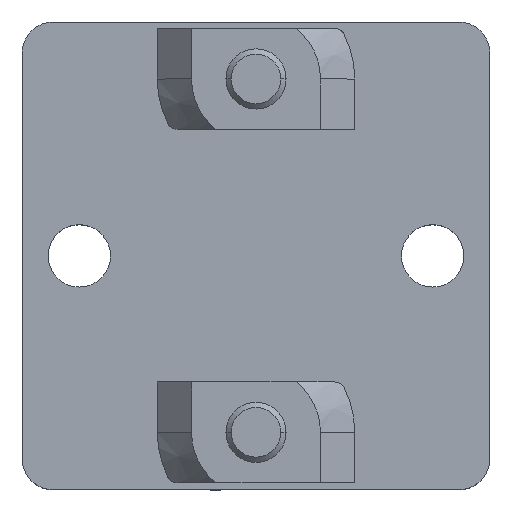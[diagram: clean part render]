
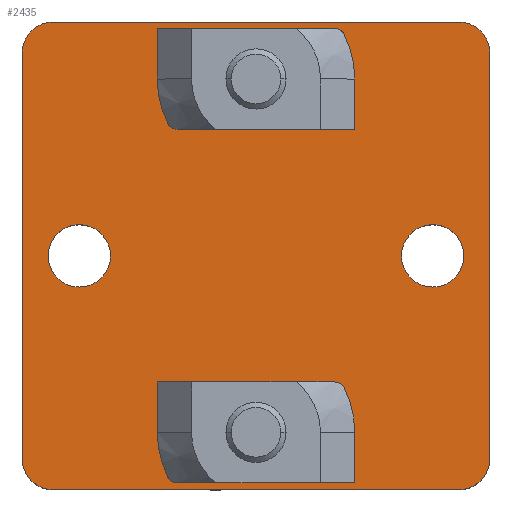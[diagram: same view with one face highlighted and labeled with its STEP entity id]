
A CAD part, top view. The second image highlights one B-rep face of the part: STEP entity #2435.
In plain terms, the highlighted planar face has unit normal (0, 0, 1).
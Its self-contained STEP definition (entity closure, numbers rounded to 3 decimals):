
#46 = CARTESIAN_POINT ( 'NONE',  ( 0., -17., -0.005 ) ) ;
#137 = ORIENTED_EDGE ( 'NONE', *, *, #1954, .T. ) ;
#158 = CARTESIAN_POINT ( 'NONE',  ( -14., 0., -0.005 ) ) ;
#167 = DIRECTION ( 'NONE',  ( -1., 0., 0. ) ) ;
#181 = VERTEX_POINT ( 'NONE', #4194 ) ;
#266 = CIRCLE ( 'NONE', #3595, 3. ) ;
#353 = VERTEX_POINT ( 'NONE', #2714 ) ;
#387 = DIRECTION ( 'NONE',  ( 1., 0., 0. ) ) ;
#403 = DIRECTION ( 'NONE',  ( 1., 0., 0. ) ) ;
#457 = ORIENTED_EDGE ( 'NONE', *, *, #4315, .T. ) ;
#486 = EDGE_CURVE ( 'NONE', #353, #4155, #2515, .T. ) ;
#540 = AXIS2_PLACEMENT_3D ( 'NONE', #3471, #2439, #387 ) ;
#576 = DIRECTION ( 'NONE',  ( -1., 0., 0. ) ) ;
#590 = EDGE_LOOP ( 'NONE', ( #1827, #2702 ) ) ;
#651 = CARTESIAN_POINT ( 'NONE',  ( -3., 17., -0.005 ) ) ;
#685 = ORIENTED_EDGE ( 'NONE', *, *, #2230, .T. ) ;
#740 = DIRECTION ( 'NONE',  ( -1., 0., 0. ) ) ;
#743 = LINE ( 'NONE', #2053, #2206 ) ;
#798 = AXIS2_PLACEMENT_3D ( 'NONE', #2633, #2896, #1212 ) ;
#807 = CARTESIAN_POINT ( 'NONE',  ( 3., -17., -0.005 ) ) ;
#808 = CARTESIAN_POINT ( 'NONE',  ( 0., 17., -0.005 ) ) ;
#834 = CARTESIAN_POINT ( 'NONE',  ( 17., 0., -0.005 ) ) ;
#849 = CARTESIAN_POINT ( 'NONE',  ( -19.5, -19.5, -0.005 ) ) ;
#923 = DIRECTION ( 'NONE',  ( -1., 0., 0. ) ) ;
#1018 = CARTESIAN_POINT ( 'NONE',  ( 19.5, 19.5, -0.005 ) ) ;
#1055 = CARTESIAN_POINT ( 'NONE',  ( 14., 0., -0.005 ) ) ;
#1089 = EDGE_LOOP ( 'NONE', ( #1159, #685 ) ) ;
#1102 = CARTESIAN_POINT ( 'NONE',  ( 22.5, -22.5, -0.005 ) ) ;
#1141 = DIRECTION ( 'NONE',  ( 0., 0., -1. ) ) ;
#1159 = ORIENTED_EDGE ( 'NONE', *, *, #1767, .T. ) ;
#1179 = DIRECTION ( 'NONE',  ( 0., 0., 1. ) ) ;
#1195 = AXIS2_PLACEMENT_3D ( 'NONE', #1018, #3772, #3459 ) ;
#1212 = DIRECTION ( 'NONE',  ( 1., 0., 0. ) ) ;
#1225 = VERTEX_POINT ( 'NONE', #3385 ) ;
#1234 = CARTESIAN_POINT ( 'NONE',  ( -17., 0., -0.005 ) ) ;
#1266 = VECTOR ( 'NONE', #1949, 1000. ) ;
#1274 = VERTEX_POINT ( 'NONE', #1055 ) ;
#1288 = FACE_BOUND ( 'NONE', #1089, .T. ) ;
#1290 = VERTEX_POINT ( 'NONE', #2092 ) ;
#1301 = EDGE_CURVE ( 'NONE', #4352, #3300, #2451, .T. ) ;
#1337 = DIRECTION ( 'NONE',  ( 0., 0., -1. ) ) ;
#1381 = DIRECTION ( 'NONE',  ( 0., 0., -1. ) ) ;
#1408 = DIRECTION ( 'NONE',  ( 0., 0., 1. ) ) ;
#1412 = DIRECTION ( 'NONE',  ( 0., 0., -1. ) ) ;
#1479 = VERTEX_POINT ( 'NONE', #807 ) ;
#1547 = DIRECTION ( 'NONE',  ( 1., 0., 0. ) ) ;
#1599 = CARTESIAN_POINT ( 'NONE',  ( -22.5, -22.5, -0.005 ) ) ;
#1606 = CARTESIAN_POINT ( 'NONE',  ( -19.5, 19.5, -0.005 ) ) ;
#1767 = EDGE_CURVE ( 'NONE', #1918, #1479, #2970, .T. ) ;
#1816 = DIRECTION ( 'NONE',  ( 0., 1., 0. ) ) ;
#1827 = ORIENTED_EDGE ( 'NONE', *, *, #4167, .T. ) ;
#1879 = EDGE_LOOP ( 'NONE', ( #4439, #1884, #3785, #3443, #457, #2468, #137, #3733 ) ) ;
#1884 = ORIENTED_EDGE ( 'NONE', *, *, #2156, .T. ) ;
#1893 = CIRCLE ( 'NONE', #3423, 3. ) ;
#1918 = VERTEX_POINT ( 'NONE', #2152 ) ;
#1925 = VERTEX_POINT ( 'NONE', #2182 ) ;
#1926 = CARTESIAN_POINT ( 'NONE',  ( -19.5, -22.5, -0.005 ) ) ;
#1949 = DIRECTION ( 'NONE',  ( 1., 0., 0. ) ) ;
#1954 = EDGE_CURVE ( 'NONE', #1225, #2873, #3293, .T. ) ;
#2016 = EDGE_LOOP ( 'NONE', ( #2651, #4446 ) ) ;
#2018 = CARTESIAN_POINT ( 'NONE',  ( 19.5, -22.5, -0.005 ) ) ;
#2053 = CARTESIAN_POINT ( 'NONE',  ( -22.5, -22.5, -0.005 ) ) ;
#2079 = DIRECTION ( 'NONE',  ( -1., 0., 0. ) ) ;
#2085 = DIRECTION ( 'NONE',  ( -1., 0., 0. ) ) ;
#2092 = CARTESIAN_POINT ( 'NONE',  ( -19.5, 22.5, -0.005 ) ) ;
#2104 = FACE_BOUND ( 'NONE', #4309, .T. ) ;
#2110 = CARTESIAN_POINT ( 'NONE',  ( 17., 0., -0.005 ) ) ;
#2152 = CARTESIAN_POINT ( 'NONE',  ( -3., -17., -0.005 ) ) ;
#2156 = EDGE_CURVE ( 'NONE', #1290, #181, #2964, .T. ) ;
#2182 = CARTESIAN_POINT ( 'NONE',  ( -22.5, -19.5, -0.005 ) ) ;
#2203 = DIRECTION ( 'NONE',  ( -1., 0., 0. ) ) ;
#2206 = VECTOR ( 'NONE', #2739, 1000. ) ;
#2217 = FACE_BOUND ( 'NONE', #590, .T. ) ;
#2230 = EDGE_CURVE ( 'NONE', #1479, #1918, #1893, .T. ) ;
#2250 = DIRECTION ( 'NONE',  ( 0., 0., -1. ) ) ;
#2271 = EDGE_CURVE ( 'NONE', #4164, #1274, #4116, .T. ) ;
#2277 = VECTOR ( 'NONE', #1816, 1000. ) ;
#2310 = DIRECTION ( 'NONE',  ( 0., 0., 1. ) ) ;
#2392 = VERTEX_POINT ( 'NONE', #1926 ) ;
#2404 = EDGE_CURVE ( 'NONE', #1925, #2392, #4310, .T. ) ;
#2435 = ADVANCED_FACE ( 'NONE', ( #2104, #3338, #2711, #2217, #1288 ), #3948, .T. ) ;
#2439 = DIRECTION ( 'NONE',  ( 0., 0., -1. ) ) ;
#2451 = CIRCLE ( 'NONE', #540, 3. ) ;
#2462 = AXIS2_PLACEMENT_3D ( 'NONE', #834, #3995, #4336 ) ;
#2467 = EDGE_CURVE ( 'NONE', #1274, #4164, #3392, .T. ) ;
#2468 = ORIENTED_EDGE ( 'NONE', *, *, #3815, .T. ) ;
#2470 = ORIENTED_EDGE ( 'NONE', *, *, #1301, .T. ) ;
#2496 = DIRECTION ( 'NONE',  ( 0., 0., -1. ) ) ;
#2515 = CIRCLE ( 'NONE', #3099, 3. ) ;
#2535 = LINE ( 'NONE', #3707, #3382 ) ;
#2633 = CARTESIAN_POINT ( 'NONE',  ( -22.5, -22.5, -0.005 ) ) ;
#2651 = ORIENTED_EDGE ( 'NONE', *, *, #2271, .T. ) ;
#2659 = VERTEX_POINT ( 'NONE', #4130 ) ;
#2671 = AXIS2_PLACEMENT_3D ( 'NONE', #849, #1179, #167 ) ;
#2702 = ORIENTED_EDGE ( 'NONE', *, *, #486, .T. ) ;
#2711 = FACE_OUTER_BOUND ( 'NONE', #1879, .T. ) ;
#2714 = CARTESIAN_POINT ( 'NONE',  ( 3., 17., -0.005 ) ) ;
#2739 = DIRECTION ( 'NONE',  ( 0., -1., 0. ) ) ;
#2789 = LINE ( 'NONE', #1599, #1266 ) ;
#2873 = VERTEX_POINT ( 'NONE', #3941 ) ;
#2896 = DIRECTION ( 'NONE',  ( 0., 0., 1. ) ) ;
#2943 = CIRCLE ( 'NONE', #3517, 3. ) ;
#2964 = CIRCLE ( 'NONE', #2965, 3. ) ;
#2965 = AXIS2_PLACEMENT_3D ( 'NONE', #1606, #2310, #576 ) ;
#2970 = CIRCLE ( 'NONE', #4354, 3. ) ;
#3064 = ORIENTED_EDGE ( 'NONE', *, *, #4298, .T. ) ;
#3074 = EDGE_CURVE ( 'NONE', #181, #1925, #743, .T. ) ;
#3086 = CARTESIAN_POINT ( 'NONE',  ( 20., 0., -0.005 ) ) ;
#3097 = CARTESIAN_POINT ( 'NONE',  ( 0., -17., -0.005 ) ) ;
#3099 = AXIS2_PLACEMENT_3D ( 'NONE', #808, #1141, #2203 ) ;
#3293 = LINE ( 'NONE', #1102, #2277 ) ;
#3300 = VERTEX_POINT ( 'NONE', #158 ) ;
#3338 = FACE_BOUND ( 'NONE', #2016, .T. ) ;
#3382 = VECTOR ( 'NONE', #923, 1000. ) ;
#3385 = CARTESIAN_POINT ( 'NONE',  ( 22.5, -19.5, -0.005 ) ) ;
#3388 = EDGE_CURVE ( 'NONE', #2659, #1290, #2535, .T. ) ;
#3392 = CIRCLE ( 'NONE', #2462, 3. ) ;
#3403 = CARTESIAN_POINT ( 'NONE',  ( 0., 17., -0.005 ) ) ;
#3423 = AXIS2_PLACEMENT_3D ( 'NONE', #3097, #1412, #3810 ) ;
#3425 = CIRCLE ( 'NONE', #1195, 3. ) ;
#3443 = ORIENTED_EDGE ( 'NONE', *, *, #2404, .T. ) ;
#3459 = DIRECTION ( 'NONE',  ( -1., 0., 0. ) ) ;
#3471 = CARTESIAN_POINT ( 'NONE',  ( -17., 0., -0.005 ) ) ;
#3517 = AXIS2_PLACEMENT_3D ( 'NONE', #3853, #1408, #2085 ) ;
#3595 = AXIS2_PLACEMENT_3D ( 'NONE', #3403, #1337, #2079 ) ;
#3619 = CARTESIAN_POINT ( 'NONE',  ( -20., 0., -0.005 ) ) ;
#3707 = CARTESIAN_POINT ( 'NONE',  ( -22.5, 22.5, -0.005 ) ) ;
#3729 = VERTEX_POINT ( 'NONE', #2018 ) ;
#3733 = ORIENTED_EDGE ( 'NONE', *, *, #4137, .T. ) ;
#3772 = DIRECTION ( 'NONE',  ( 0., 0., 1. ) ) ;
#3785 = ORIENTED_EDGE ( 'NONE', *, *, #3074, .T. ) ;
#3810 = DIRECTION ( 'NONE',  ( -1., 0., 0. ) ) ;
#3815 = EDGE_CURVE ( 'NONE', #3729, #1225, #2943, .T. ) ;
#3853 = CARTESIAN_POINT ( 'NONE',  ( 19.5, -19.5, -0.005 ) ) ;
#3941 = CARTESIAN_POINT ( 'NONE',  ( 22.5, 19.5, -0.005 ) ) ;
#3948 = PLANE ( 'NONE',  #798 ) ;
#3995 = DIRECTION ( 'NONE',  ( 0., 0., -1. ) ) ;
#4116 = CIRCLE ( 'NONE', #4453, 3. ) ;
#4130 = CARTESIAN_POINT ( 'NONE',  ( 19.5, 22.5, -0.005 ) ) ;
#4137 = EDGE_CURVE ( 'NONE', #2873, #2659, #3425, .T. ) ;
#4155 = VERTEX_POINT ( 'NONE', #651 ) ;
#4164 = VERTEX_POINT ( 'NONE', #3086 ) ;
#4167 = EDGE_CURVE ( 'NONE', #4155, #353, #266, .T. ) ;
#4194 = CARTESIAN_POINT ( 'NONE',  ( -22.5, 19.5, -0.005 ) ) ;
#4217 = AXIS2_PLACEMENT_3D ( 'NONE', #1234, #2250, #1547 ) ;
#4298 = EDGE_CURVE ( 'NONE', #3300, #4352, #4350, .T. ) ;
#4309 = EDGE_LOOP ( 'NONE', ( #3064, #2470 ) ) ;
#4310 = CIRCLE ( 'NONE', #2671, 3. ) ;
#4315 = EDGE_CURVE ( 'NONE', #2392, #3729, #2789, .T. ) ;
#4336 = DIRECTION ( 'NONE',  ( 1., 0., 0. ) ) ;
#4350 = CIRCLE ( 'NONE', #4217, 3. ) ;
#4352 = VERTEX_POINT ( 'NONE', #3619 ) ;
#4354 = AXIS2_PLACEMENT_3D ( 'NONE', #46, #2496, #740 ) ;
#4439 = ORIENTED_EDGE ( 'NONE', *, *, #3388, .T. ) ;
#4446 = ORIENTED_EDGE ( 'NONE', *, *, #2467, .T. ) ;
#4453 = AXIS2_PLACEMENT_3D ( 'NONE', #2110, #1381, #403 ) ;
